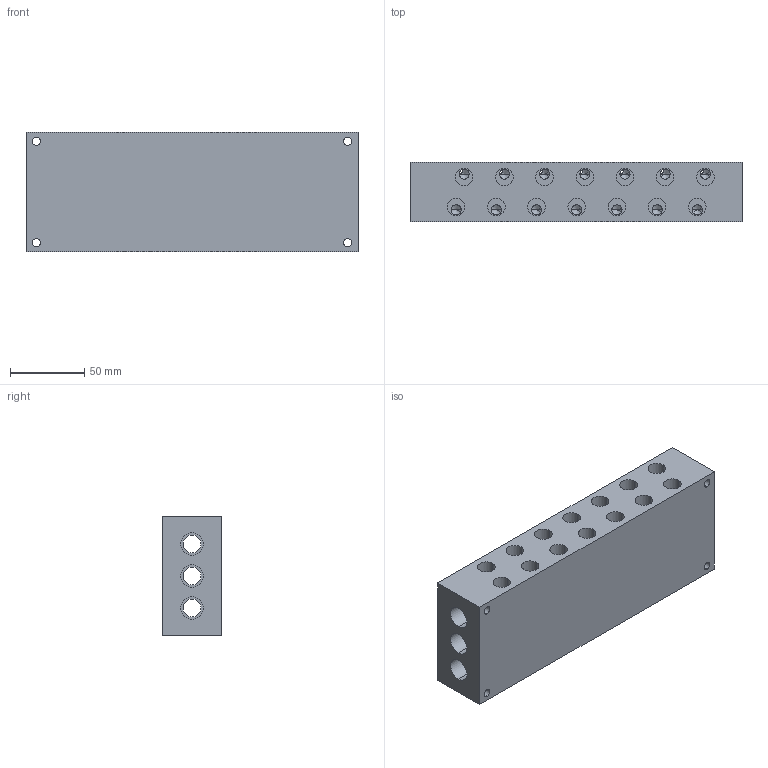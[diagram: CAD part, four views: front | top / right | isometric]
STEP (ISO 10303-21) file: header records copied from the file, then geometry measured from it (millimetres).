
FILE_DESCRIPTION (( 'STEP AP214' ), '1' );
FILE_NAME ('05_067_1.STEP', '2016-02-19T14:55:59', ( '' ), ( '' ), 'SwSTEP 2.0', 'SolidWorks 2016', '' );
FILE_SCHEMA (( 'AUTOMOTIVE_DESIGN' ));
Length unit declared in the file: millimetre
Products named in the file (1): 05_067_1
Bounding box: 223 x 40 x 80 mm (x, y, z)
Volume: 564742.9 mm3; surface area: 125043.3 mm2
Topology: 1 solids, 1 shells, 848 faces, 2263 edges, 1350 vertices
Faces by surface type: cylinder 461, cone 196, plane 191
Entity records: 31978 total; most frequent: CARTESIAN_POINT 9880, DIRECTION 4344, ORIENTED_EDGE 4218, EDGE_CURVE 2109, AXIS2_PLACEMENT_3D 1652, VERTEX_POINT 1350, EDGE_LOOP 1089, VECTOR 1040
